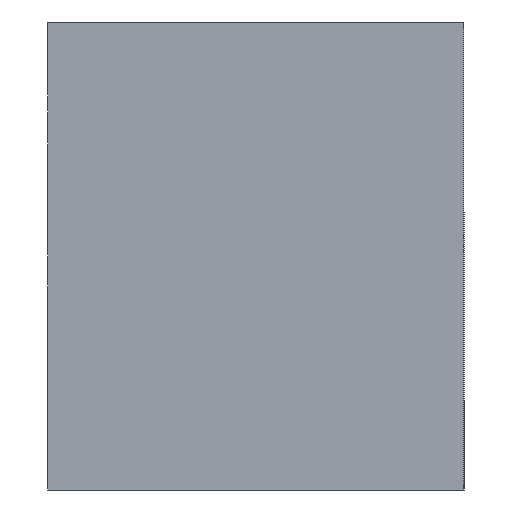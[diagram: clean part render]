
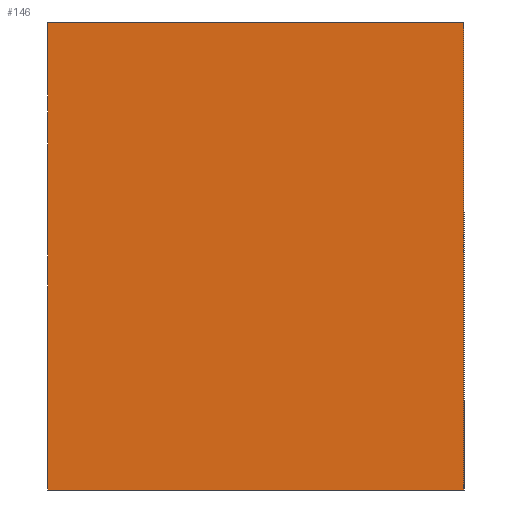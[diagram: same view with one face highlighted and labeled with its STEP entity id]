
A CAD part, front view. The second image highlights one B-rep face of the part: STEP entity #146.
In plain terms, the highlighted planar face has unit normal (0, -1, 0).
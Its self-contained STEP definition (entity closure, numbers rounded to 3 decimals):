
#26=FACE_OUTER_BOUND('',#36,.T.);
#36=EDGE_LOOP('',(#109,#110,#111,#112));
#48=LINE('',#228,#62);
#49=LINE('',#235,#63);
#50=LINE('',#237,#64);
#51=LINE('',#238,#65);
#62=VECTOR('',#186,10.);
#63=VECTOR('',#193,10.);
#64=VECTOR('',#194,10.);
#65=VECTOR('',#195,10.);
#74=VERTEX_POINT('',#222);
#76=VERTEX_POINT('',#226);
#79=VERTEX_POINT('',#234);
#80=VERTEX_POINT('',#236);
#88=EDGE_CURVE('',#74,#76,#48,.T.);
#91=EDGE_CURVE('',#76,#79,#49,.T.);
#92=EDGE_CURVE('',#79,#80,#50,.T.);
#93=EDGE_CURVE('',#80,#74,#51,.T.);
#109=ORIENTED_EDGE('',*,*,#88,.T.);
#110=ORIENTED_EDGE('',*,*,#91,.T.);
#111=ORIENTED_EDGE('',*,*,#92,.T.);
#112=ORIENTED_EDGE('',*,*,#93,.T.);
#140=PLANE('',#170);
#146=ADVANCED_FACE('',(#26),#140,.T.);
#170=AXIS2_PLACEMENT_3D('',#233,#191,#192);
#186=DIRECTION('',(0.,0.,-1.));
#191=DIRECTION('center_axis',(0.,-1.,0.));
#192=DIRECTION('ref_axis',(0.,0.,-1.));
#193=DIRECTION('',(1.,0.,0.));
#194=DIRECTION('',(0.,0.,1.));
#195=DIRECTION('',(-1.,0.,0.));
#222=CARTESIAN_POINT('',(-23.837,401.799,543.163));
#226=CARTESIAN_POINT('',(-23.837,401.799,534.163));
#228=CARTESIAN_POINT('',(-23.837,401.799,536.663));
#233=CARTESIAN_POINT('Origin',(-15.837,401.799,534.163));
#234=CARTESIAN_POINT('',(-15.837,401.799,534.163));
#235=CARTESIAN_POINT('',(-15.837,401.799,534.163));
#236=CARTESIAN_POINT('',(-15.837,401.799,543.163));
#237=CARTESIAN_POINT('',(-15.837,401.799,534.163));
#238=CARTESIAN_POINT('',(-15.837,401.799,543.163));
